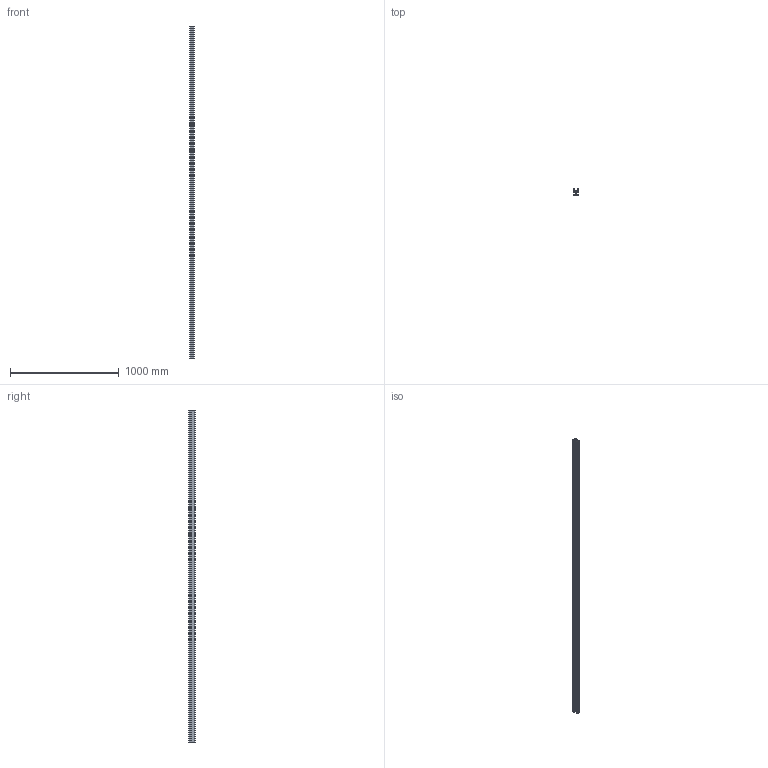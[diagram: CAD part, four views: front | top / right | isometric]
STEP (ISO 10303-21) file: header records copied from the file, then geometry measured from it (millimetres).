
FILE_DESCRIPTION(('TurboCAD Mac Pro'),'Build 980');
FILE_NAME('Untitled 1.stp',' ',(''),(''),'ACIS Interop','IMSI','TurboCAD Mac Pro BY IMSI, INCORPORATED');
FILE_SCHEMA(('automotive_design'));
Length unit declared in the file: inch
Products named in the file (1): 1
Bounding box: 41.27 x 61.91 x 3048 mm (x, y, z)
Volume: 1431511.3 mm3; surface area: 1567473.1 mm2
Topology: 1 solids, 1 shells, 110 faces, 324 edges, 216 vertices
Faces by surface type: plane 58, cylinder 52
Entity records: 4608 total; most frequent: CARTESIAN_POINT 651, DIRECTION 650, ORIENTED_EDGE 648, EDGE_CURVE 324, LINE 220, VECTOR 220, VERTEX_POINT 216, AXIS2_PLACEMENT_3D 215
